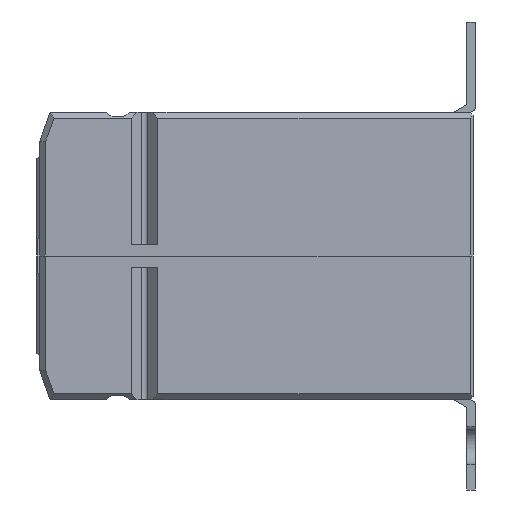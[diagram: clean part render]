
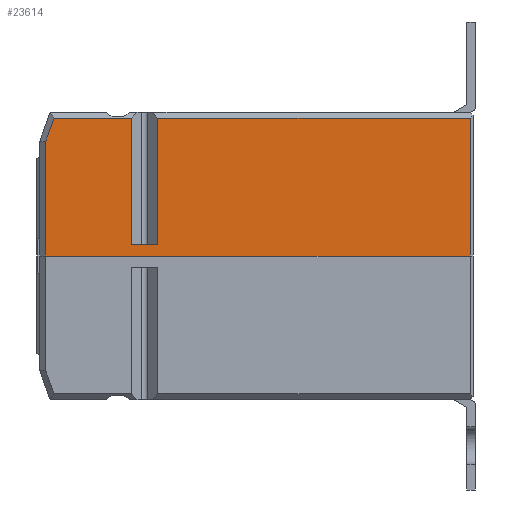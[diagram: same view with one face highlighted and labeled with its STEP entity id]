
A CAD part, left-side view. The second image highlights one B-rep face of the part: STEP entity #23614.
In plain terms, the highlighted face is planar.
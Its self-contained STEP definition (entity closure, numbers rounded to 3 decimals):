
#1628=FACE_OUTER_BOUND('',#2908,.T.);
#2908=EDGE_LOOP('',(#15613,#15614,#15615,#15616,#15617,#15618,#15619,#15620,
#15621));
#4284=LINE('',#31525,#6978);
#4285=LINE('',#31528,#6979);
#4286=LINE('',#31530,#6980);
#4287=LINE('',#31532,#6981);
#4288=LINE('',#31534,#6982);
#4289=LINE('',#31536,#6983);
#4290=LINE('',#31538,#6984);
#4291=LINE('',#31540,#6985);
#4292=LINE('',#31541,#6986);
#6978=VECTOR('',#26380,10.);
#6979=VECTOR('',#26383,10.);
#6980=VECTOR('',#26384,10.);
#6981=VECTOR('',#26385,10.);
#6982=VECTOR('',#26386,10.);
#6983=VECTOR('',#26387,10.);
#6984=VECTOR('',#26388,10.);
#6985=VECTOR('',#26389,10.);
#6986=VECTOR('',#26390,10.);
#9669=VERTEX_POINT('',#31518);
#9672=VERTEX_POINT('',#31523);
#9673=VERTEX_POINT('',#31527);
#9674=VERTEX_POINT('',#31529);
#9675=VERTEX_POINT('',#31531);
#9676=VERTEX_POINT('',#31533);
#9677=VERTEX_POINT('',#31535);
#9678=VERTEX_POINT('',#31537);
#9679=VERTEX_POINT('',#31539);
#12038=EDGE_CURVE('',#9672,#9669,#4284,.T.);
#12039=EDGE_CURVE('',#9673,#9672,#4285,.T.);
#12040=EDGE_CURVE('',#9673,#9674,#4286,.T.);
#12041=EDGE_CURVE('',#9674,#9675,#4287,.T.);
#12042=EDGE_CURVE('',#9675,#9676,#4288,.T.);
#12043=EDGE_CURVE('',#9677,#9676,#4289,.T.);
#12044=EDGE_CURVE('',#9678,#9677,#4290,.T.);
#12045=EDGE_CURVE('',#9679,#9678,#4291,.T.);
#12046=EDGE_CURVE('',#9669,#9679,#4292,.T.);
#15613=ORIENTED_EDGE('',*,*,#12038,.F.);
#15614=ORIENTED_EDGE('',*,*,#12039,.F.);
#15615=ORIENTED_EDGE('',*,*,#12040,.T.);
#15616=ORIENTED_EDGE('',*,*,#12041,.T.);
#15617=ORIENTED_EDGE('',*,*,#12042,.T.);
#15618=ORIENTED_EDGE('',*,*,#12043,.F.);
#15619=ORIENTED_EDGE('',*,*,#12044,.F.);
#15620=ORIENTED_EDGE('',*,*,#12045,.F.);
#15621=ORIENTED_EDGE('',*,*,#12046,.F.);
#22758=PLANE('',#25149);
#23614=ADVANCED_FACE('',(#1628),#22758,.T.);
#25149=AXIS2_PLACEMENT_3D('',#31526,#26381,#26382);
#26380=DIRECTION('',(0.,0.,1.));
#26381=DIRECTION('center_axis',(1.,0.,0.));
#26382=DIRECTION('ref_axis',(0.,1.,0.));
#26383=DIRECTION('',(0.,-1.,0.));
#26384=DIRECTION('',(0.,0.,1.));
#26385=DIRECTION('',(0.,1.,0.));
#26386=DIRECTION('',(0.,0.,-1.));
#26387=DIRECTION('',(0.,-1.,0.));
#26388=DIRECTION('',(0.,-0.342,-0.94));
#26389=DIRECTION('',(0.,0.,-1.));
#26390=DIRECTION('',(0.,1.,0.));
#31518=CARTESIAN_POINT('',(29.75,0.5,25.));
#31523=CARTESIAN_POINT('',(29.75,0.5,1.));
#31525=CARTESIAN_POINT('',(29.75,0.5,0.));
#31526=CARTESIAN_POINT('Origin',(29.75,0.,0.));
#31527=CARTESIAN_POINT('',(29.75,54.939,1.));
#31528=CARTESIAN_POINT('',(29.75,18.875,1.));
#31529=CARTESIAN_POINT('',(29.75,54.939,23.));
#31530=CARTESIAN_POINT('',(29.75,54.939,0.));
#31531=CARTESIAN_POINT('',(29.75,59.561,23.));
#31532=CARTESIAN_POINT('',(29.75,28.625,23.));
#31533=CARTESIAN_POINT('',(29.75,59.561,1.));
#31534=CARTESIAN_POINT('',(29.75,59.561,0.));
#31535=CARTESIAN_POINT('',(29.75,72.98,1.));
#31536=CARTESIAN_POINT('',(29.75,18.875,1.));
#31537=CARTESIAN_POINT('',(29.75,74.5,5.176));
#31538=CARTESIAN_POINT('',(29.75,68.886,-10.248));
#31539=CARTESIAN_POINT('',(29.75,74.5,25.));
#31540=CARTESIAN_POINT('',(29.75,74.5,0.));
#31541=CARTESIAN_POINT('',(29.75,0.,25.));
